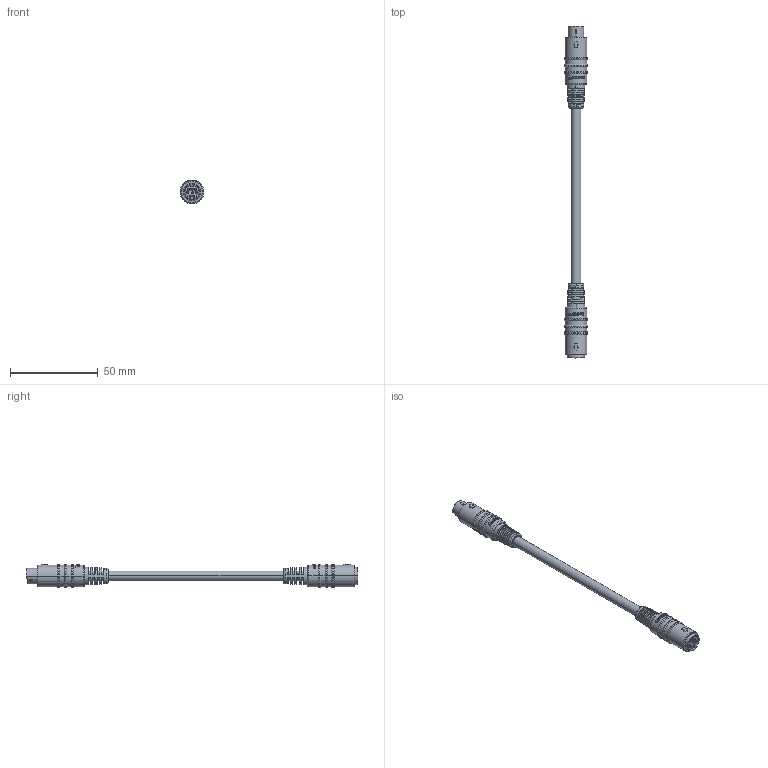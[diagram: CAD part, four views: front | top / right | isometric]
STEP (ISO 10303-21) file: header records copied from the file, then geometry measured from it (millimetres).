
FILE_DESCRIPTION (( 'STEP AP214' ), '1' );
FILE_NAME ('DK238MF.STEP', '2019-07-12T14:49:30', ( '' ), ( '' ), 'SwSTEP 2.0', 'SolidWorks 2018', '' );
FILE_SCHEMA (( 'AUTOMOTIVE_DESIGN' ));
Length unit declared in the file: inch
Products named in the file (12): 3AB07-056_8 PIN FEMALE; 1AA03-012; 1AA03-012-MA2_without position numbers; 1AA03-012-MA1; 3AB07-056_8 PIN MALE; MTN-250_8 PIN FEMALE; 1AL08-117; DK238MF; MTN-252_6,8 PIN FEMALE; 1AA03-011; MTN-249_6,8 PIN MALE; MTN-250_8 PIN MALE
Assembly tree (11 placements, depth 4):
  DK238MF
    1AL08-117
    3AB07-056_8 PIN FEMALE
      MTN-250_8 PIN FEMALE
      1AA03-012
        1AA03-012-MA1
        1AA03-012-MA2_without position numbers
      MTN-252_6,8 PIN FEMALE
    3AB07-056_8 PIN MALE
      MTN-250_8 PIN MALE
      MTN-249_6,8 PIN MALE
      1AA03-011
Bounding box: 13.46 x 189.1 x 13.46 mm (x, y, z)
Volume: 12737.7 mm3; surface area: 10864.9 mm2
Topology: 16 solids, 24 shells, 1087 faces, 2682 edges, 1668 vertices
Faces by surface type: cylinder 407, plane 366, bspline 178, torus 96, cone 24, sphere 16
Entity records: 40401 total; most frequent: CARTESIAN_POINT 14911, ORIENTED_EDGE 5300, DIRECTION 4965, EDGE_CURVE 2650, AXIS2_PLACEMENT_3D 1963, VERTEX_POINT 1652, EDGE_LOOP 1192, FACE_OUTER_BOUND 1087
